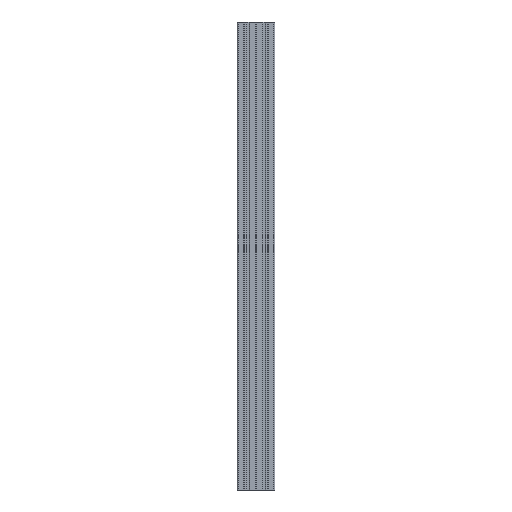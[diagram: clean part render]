
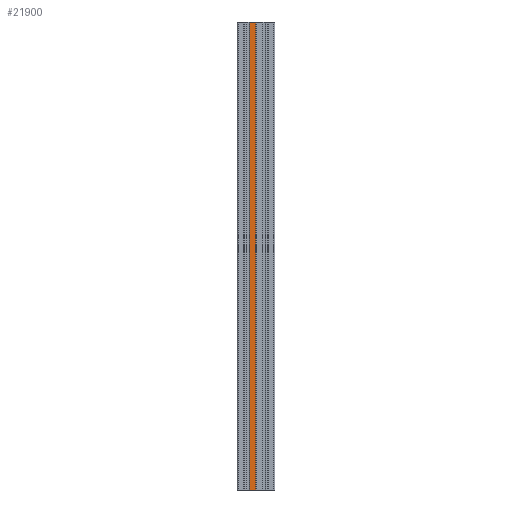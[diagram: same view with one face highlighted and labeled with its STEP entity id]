
A CAD part, front view. The second image highlights one B-rep face of the part: STEP entity #21900.
In plain terms, the highlighted planar face has unit normal (0, -1, 0).
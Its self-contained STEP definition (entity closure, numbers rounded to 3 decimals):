
#161 = CARTESIAN_POINT ( 'NONE',  ( 20., -20., -1000. ) ) ;
#424 = DIRECTION ( 'NONE',  ( 1., 0., 0. ) ) ;
#1005 = EDGE_CURVE ( 'NONE', #5940, #17717, #25423, .T. ) ;
#1512 = LINE ( 'NONE', #20260, #2627 ) ;
#2627 = VECTOR ( 'NONE', #14443, 1000. ) ;
#2773 = LINE ( 'NONE', #17067, #3873 ) ;
#3847 = VERTEX_POINT ( 'NONE', #4193 ) ;
#3852 = ORIENTED_EDGE ( 'NONE', *, *, #20097, .T. ) ;
#3873 = VECTOR ( 'NONE', #15306, 1000. ) ;
#4193 = CARTESIAN_POINT ( 'NONE',  ( 6.325, -20., -1000. ) ) ;
#4383 = AXIS2_PLACEMENT_3D ( 'NONE', #13897, #15680, #13767 ) ;
#5359 = CARTESIAN_POINT ( 'NONE',  ( 6.325, -20., 0. ) ) ;
#5940 = VERTEX_POINT ( 'NONE', #5359 ) ;
#6370 = ORIENTED_EDGE ( 'NONE', *, *, #25141, .T. ) ;
#6542 = EDGE_LOOP ( 'NONE', ( #25276, #3852, #22107, #6370 ) ) ;
#6803 = LINE ( 'NONE', #161, #11958 ) ;
#9760 = EDGE_CURVE ( 'NONE', #3847, #15470, #6803, .T. ) ;
#11717 = PLANE ( 'NONE',  #4383 ) ;
#11958 = VECTOR ( 'NONE', #424, 1000. ) ;
#13715 = CARTESIAN_POINT ( 'NONE',  ( 19.5, -20., 0. ) ) ;
#13767 = DIRECTION ( 'NONE',  ( 1., 0., 0. ) ) ;
#13897 = CARTESIAN_POINT ( 'NONE',  ( 20., -20., -1000. ) ) ;
#14443 = DIRECTION ( 'NONE',  ( 0., 0., 1. ) ) ;
#15306 = DIRECTION ( 'NONE',  ( 0., 0., -1. ) ) ;
#15470 = VERTEX_POINT ( 'NONE', #19064 ) ;
#15545 = FACE_OUTER_BOUND ( 'NONE', #6542, .T. ) ;
#15680 = DIRECTION ( 'NONE',  ( 0., -1., 0. ) ) ;
#17067 = CARTESIAN_POINT ( 'NONE',  ( 6.325, -20., -1000. ) ) ;
#17298 = CARTESIAN_POINT ( 'NONE',  ( 20., -20., 0. ) ) ;
#17717 = VERTEX_POINT ( 'NONE', #13715 ) ;
#18406 = VECTOR ( 'NONE', #23788, 1000. ) ;
#19064 = CARTESIAN_POINT ( 'NONE',  ( 19.5, -20., -1000. ) ) ;
#20097 = EDGE_CURVE ( 'NONE', #5940, #3847, #2773, .T. ) ;
#20260 = CARTESIAN_POINT ( 'NONE',  ( 19.5, -20., -1000. ) ) ;
#21900 = ADVANCED_FACE ( 'NONE', ( #15545 ), #11717, .T. ) ;
#22107 = ORIENTED_EDGE ( 'NONE', *, *, #9760, .T. ) ;
#23788 = DIRECTION ( 'NONE',  ( 1., 0., 0. ) ) ;
#25141 = EDGE_CURVE ( 'NONE', #15470, #17717, #1512, .T. ) ;
#25276 = ORIENTED_EDGE ( 'NONE', *, *, #1005, .F. ) ;
#25423 = LINE ( 'NONE', #17298, #18406 ) ;
